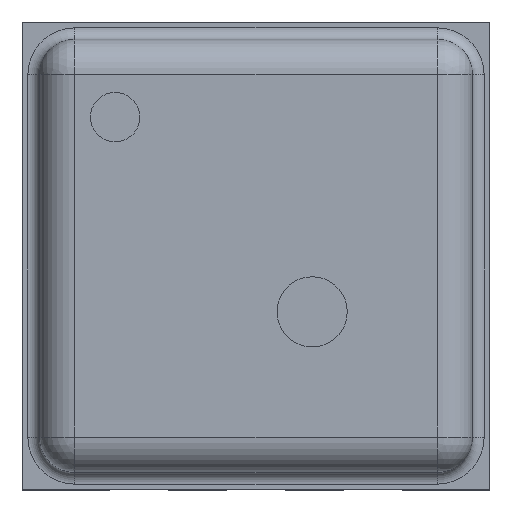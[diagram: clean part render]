
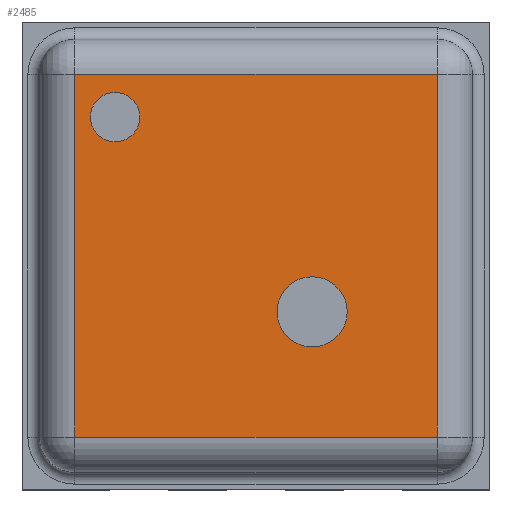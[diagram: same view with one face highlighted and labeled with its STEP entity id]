
A CAD part, top view. The second image highlights one B-rep face of the part: STEP entity #2485.
In plain terms, the highlighted planar face has unit normal (0, 0, 1).
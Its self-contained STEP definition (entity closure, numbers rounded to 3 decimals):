
#18 = VERTEX_POINT ( 'NONE', #2650 ) ;
#27 = DIRECTION ( 'NONE',  ( 0., 1., 0. ) ) ;
#33 = EDGE_LOOP ( 'NONE', ( #2796, #46, #3326, #2586 ) ) ;
#46 = ORIENTED_EDGE ( 'NONE', *, *, #279, .T. ) ;
#165 = EDGE_CURVE ( 'NONE', #4215, #18, #460, .T. ) ;
#279 = EDGE_CURVE ( 'NONE', #2483, #1347, #3942, .T. ) ;
#294 = DIRECTION ( 'NONE',  ( -1., 0., 0. ) ) ;
#308 = DIRECTION ( 'NONE',  ( 1., 0., 0. ) ) ;
#318 = CARTESIAN_POINT ( 'NONE',  ( 0.925, -0.775, 0.825 ) ) ;
#460 = CIRCLE ( 'NONE', #3244, 0.106 ) ;
#465 = VECTOR ( 'NONE', #681, 1000. ) ;
#484 = DIRECTION ( 'NONE',  ( 0., 0., 1. ) ) ;
#637 = EDGE_CURVE ( 'NONE', #2616, #2483, #3558, .T. ) ;
#681 = DIRECTION ( 'NONE',  ( 0., -1., 0. ) ) ;
#717 = LINE ( 'NONE', #3220, #2419 ) ;
#756 = CARTESIAN_POINT ( 'NONE',  ( 0.39, -0.24, 0.825 ) ) ;
#758 = DIRECTION ( 'NONE',  ( 0., 0., 1. ) ) ;
#783 = ORIENTED_EDGE ( 'NONE', *, *, #2805, .F. ) ;
#808 = CARTESIAN_POINT ( 'NONE',  ( -0.497, 0.592, 0.825 ) ) ;
#985 = EDGE_LOOP ( 'NONE', ( #783, #2557 ) ) ;
#1040 = CARTESIAN_POINT ( 'NONE',  ( -0.775, -0.925, 0.825 ) ) ;
#1071 = DIRECTION ( 'NONE',  ( 1., 0., 0. ) ) ;
#1140 = DIRECTION ( 'NONE',  ( 1., 0., 0. ) ) ;
#1347 = VERTEX_POINT ( 'NONE', #2558 ) ;
#1378 = CARTESIAN_POINT ( 'NONE',  ( 0.24, -0.24, 0.825 ) ) ;
#1524 = CARTESIAN_POINT ( 'NONE',  ( -0.775, -0.775, 0.825 ) ) ;
#1551 = DIRECTION ( 'NONE',  ( 1., 0., 0. ) ) ;
#1578 = CARTESIAN_POINT ( 'NONE',  ( 0.775, 0.775, 0.825 ) ) ;
#1580 = VERTEX_POINT ( 'NONE', #2059 ) ;
#1585 = FACE_BOUND ( 'NONE', #985, .T. ) ;
#1617 = FACE_BOUND ( 'NONE', #1668, .T. ) ;
#1668 = EDGE_LOOP ( 'NONE', ( #2166, #3024 ) ) ;
#1699 = LINE ( 'NONE', #2963, #3230 ) ;
#1797 = DIRECTION ( 'NONE',  ( 1., 0., 0. ) ) ;
#1941 = VERTEX_POINT ( 'NONE', #1578 ) ;
#2059 = CARTESIAN_POINT ( 'NONE',  ( 0.09, -0.24, 0.825 ) ) ;
#2166 = ORIENTED_EDGE ( 'NONE', *, *, #165, .F. ) ;
#2180 = DIRECTION ( 'NONE',  ( 0., 0., 1. ) ) ;
#2239 = CIRCLE ( 'NONE', #3453, 0.15 ) ;
#2264 = EDGE_CURVE ( 'NONE', #1347, #1941, #1699, .T. ) ;
#2272 = EDGE_CURVE ( 'NONE', #1941, #2616, #717, .T. ) ;
#2300 = AXIS2_PLACEMENT_3D ( 'NONE', #4183, #2180, #1551 ) ;
#2322 = DIRECTION ( 'NONE',  ( 0., 0., 1. ) ) ;
#2419 = VECTOR ( 'NONE', #294, 1000. ) ;
#2468 = AXIS2_PLACEMENT_3D ( 'NONE', #2905, #3233, #308 ) ;
#2483 = VERTEX_POINT ( 'NONE', #1524 ) ;
#2485 = ADVANCED_FACE ( 'NONE', ( #1585, #1617, #4137 ), #2890, .T. ) ;
#2513 = AXIS2_PLACEMENT_3D ( 'NONE', #2639, #2322, #3602 ) ;
#2557 = ORIENTED_EDGE ( 'NONE', *, *, #2949, .F. ) ;
#2558 = CARTESIAN_POINT ( 'NONE',  ( 0.775, -0.775, 0.825 ) ) ;
#2586 = ORIENTED_EDGE ( 'NONE', *, *, #2272, .T. ) ;
#2616 = VERTEX_POINT ( 'NONE', #4050 ) ;
#2639 = CARTESIAN_POINT ( 'NONE',  ( 0.24, -0.24, 0.825 ) ) ;
#2650 = CARTESIAN_POINT ( 'NONE',  ( -0.708, 0.592, 0.825 ) ) ;
#2796 = ORIENTED_EDGE ( 'NONE', *, *, #637, .T. ) ;
#2805 = EDGE_CURVE ( 'NONE', #3040, #1580, #2239, .T. ) ;
#2890 = PLANE ( 'NONE',  #2300 ) ;
#2905 = CARTESIAN_POINT ( 'NONE',  ( -0.602, 0.592, 0.825 ) ) ;
#2949 = EDGE_CURVE ( 'NONE', #1580, #3040, #3378, .T. ) ;
#2963 = CARTESIAN_POINT ( 'NONE',  ( 0.775, 0.925, 0.825 ) ) ;
#3024 = ORIENTED_EDGE ( 'NONE', *, *, #3638, .F. ) ;
#3040 = VERTEX_POINT ( 'NONE', #756 ) ;
#3205 = CIRCLE ( 'NONE', #2468, 0.106 ) ;
#3220 = CARTESIAN_POINT ( 'NONE',  ( -0.925, 0.775, 0.825 ) ) ;
#3230 = VECTOR ( 'NONE', #27, 1000. ) ;
#3233 = DIRECTION ( 'NONE',  ( 0., 0., 1. ) ) ;
#3244 = AXIS2_PLACEMENT_3D ( 'NONE', #3991, #484, #1140 ) ;
#3326 = ORIENTED_EDGE ( 'NONE', *, *, #2264, .T. ) ;
#3378 = CIRCLE ( 'NONE', #2513, 0.15 ) ;
#3453 = AXIS2_PLACEMENT_3D ( 'NONE', #1378, #758, #1797 ) ;
#3558 = LINE ( 'NONE', #1040, #465 ) ;
#3602 = DIRECTION ( 'NONE',  ( 1., 0., 0. ) ) ;
#3638 = EDGE_CURVE ( 'NONE', #18, #4215, #3205, .T. ) ;
#3942 = LINE ( 'NONE', #318, #4077 ) ;
#3991 = CARTESIAN_POINT ( 'NONE',  ( -0.602, 0.592, 0.825 ) ) ;
#4050 = CARTESIAN_POINT ( 'NONE',  ( -0.775, 0.775, 0.825 ) ) ;
#4077 = VECTOR ( 'NONE', #1071, 1000. ) ;
#4137 = FACE_OUTER_BOUND ( 'NONE', #33, .T. ) ;
#4183 = CARTESIAN_POINT ( 'NONE',  ( 0., 0., 0.825 ) ) ;
#4215 = VERTEX_POINT ( 'NONE', #808 ) ;
